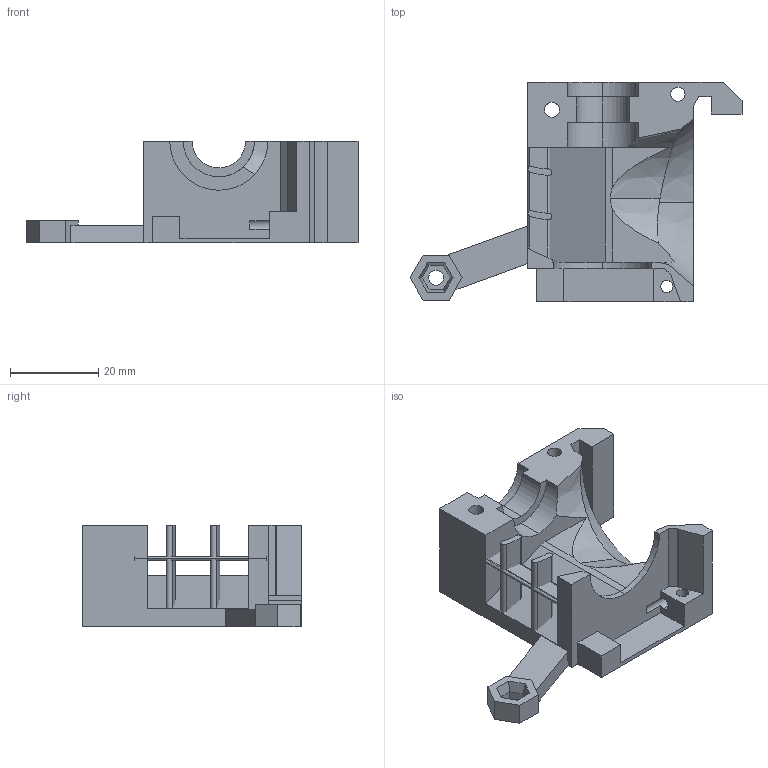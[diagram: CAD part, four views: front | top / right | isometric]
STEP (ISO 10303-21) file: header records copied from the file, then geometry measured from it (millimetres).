
FILE_DESCRIPTION (( 'STEP AP214' ), '1' );
FILE_NAME ('extruder-cover.step', '2017-12-09T03:42:26', ( '' ), ( '' ), 'SwSTEP 2.0', 'SolidWorks 2017', '' );
FILE_SCHEMA (( 'AUTOMOTIVE_DESIGN' ));
Length unit declared in the file: inch
Products named in the file (1): extruder-cover
Bounding box: 75.15 x 49.75 x 23 mm (x, y, z)
Volume: 23213.8 mm3; surface area: 11030.3 mm2
Topology: 6 solids, 6 shells, 162 faces, 425 edges, 278 vertices
Faces by surface type: plane 106, cylinder 43, cone 13
Entity records: 7293 total; most frequent: CARTESIAN_POINT 1007, ORIENTED_EDGE 850, DIRECTION 838, EDGE_CURVE 425, LINE 298, VECTOR 298, VERTEX_POINT 278, AXIS2_PLACEMENT_3D 270
